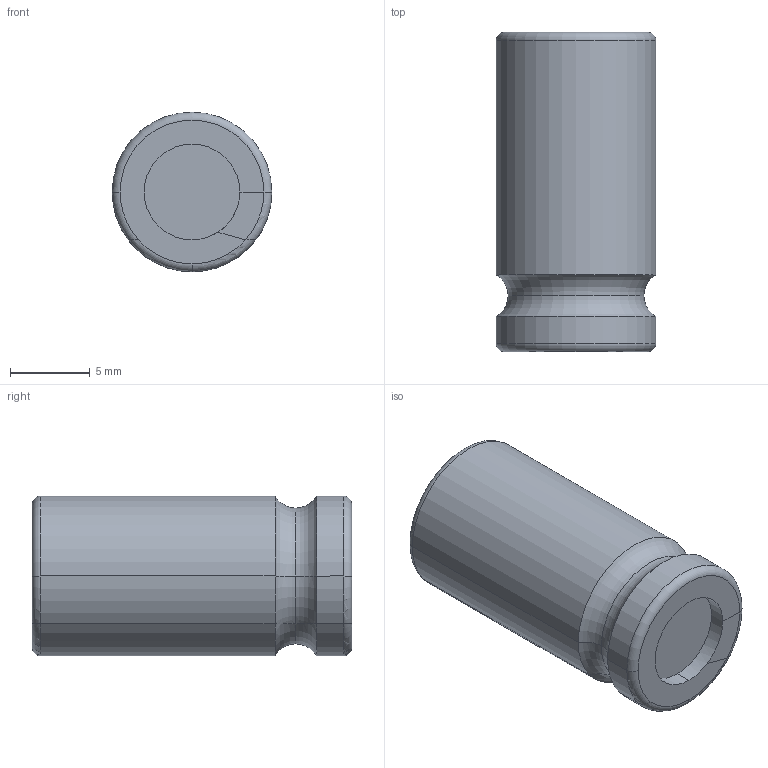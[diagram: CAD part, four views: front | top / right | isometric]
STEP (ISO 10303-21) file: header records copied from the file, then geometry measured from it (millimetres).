
FILE_DESCRIPTION (( 'STEP AP214' ), '1' );
FILE_NAME ('Capacitor - [10mm x 20mm](Side).STEP', '2011-11-14T01:16:24', ( 'University of Washington' ), ( 'CSE' ), 'SwSTEP 2.0', 'SolidWorks 2010', '' );
FILE_SCHEMA (( 'AUTOMOTIVE_DESIGN' ));
Length unit declared in the file: millimetre
Products named in the file (1): Capacitor - [10mm x 20mm](Side)
Bounding box: 10 x 20 x 10 mm (x, y, z)
Volume: 1484.3 mm3; surface area: 807.4 mm2
Topology: 1 solids, 1 shells, 49 faces, 119 edges, 75 vertices
Faces by surface type: torus 23, cylinder 20, plane 6
Entity records: 2071 total; most frequent: CARTESIAN_POINT 344, DIRECTION 284, ORIENTED_EDGE 238, AXIS2_PLACEMENT_3D 127, EDGE_CURVE 119, CIRCLE 77, VERTEX_POINT 75, EDGE_LOOP 52
